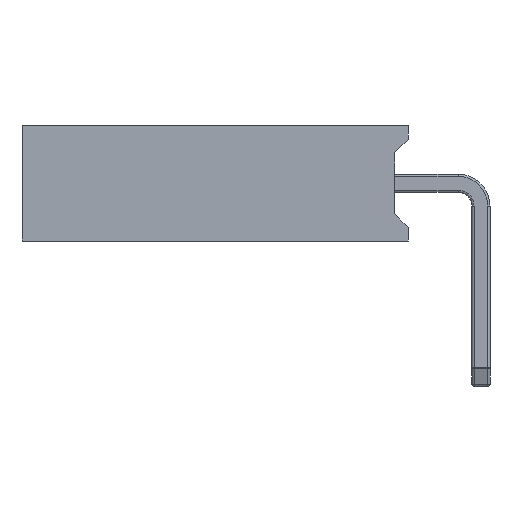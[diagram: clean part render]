
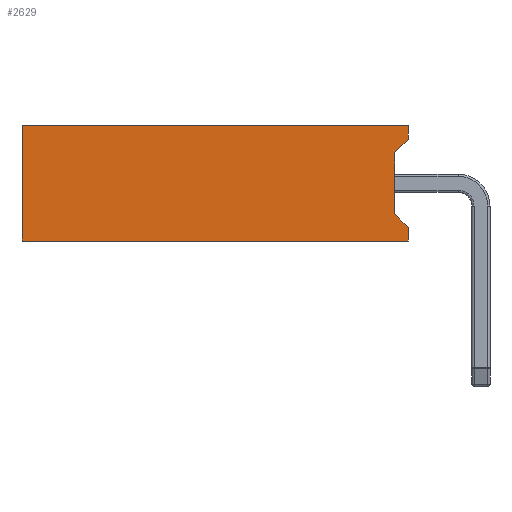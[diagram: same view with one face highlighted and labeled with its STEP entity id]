
A CAD part, left-side view. The second image highlights one B-rep face of the part: STEP entity #2629.
In plain terms, the highlighted planar face has unit normal (-1, 0, 0).
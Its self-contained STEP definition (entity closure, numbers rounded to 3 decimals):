
#122=PLANE('',#2867);
#197=FACE_OUTER_BOUND('',#360,.T.);
#360=EDGE_LOOP('',(#1729,#1730,#1731,#1732,#1733,#1734,#1735,#1736));
#527=LINE('',#4124,#725);
#531=LINE('',#4132,#729);
#537=LINE('',#4147,#735);
#548=LINE('',#4167,#746);
#549=LINE('',#4170,#747);
#552=LINE('',#4176,#750);
#553=LINE('',#4178,#751);
#554=LINE('',#4179,#752);
#725=VECTOR('',#3254,10.);
#729=VECTOR('',#3260,10.);
#735=VECTOR('',#3272,10.);
#746=VECTOR('',#3289,10.);
#747=VECTOR('',#3292,10.);
#750=VECTOR('',#3297,10.);
#751=VECTOR('',#3298,10.);
#752=VECTOR('',#3299,10.);
#1079=VERTEX_POINT('',#4122);
#1080=VERTEX_POINT('',#4123);
#1083=VERTEX_POINT('',#4131);
#1089=VERTEX_POINT('',#4146);
#1095=VERTEX_POINT('',#4165);
#1096=VERTEX_POINT('',#4169);
#1098=VERTEX_POINT('',#4175);
#1099=VERTEX_POINT('',#4177);
#1303=EDGE_CURVE('',#1079,#1080,#527,.T.);
#1307=EDGE_CURVE('',#1083,#1080,#531,.T.);
#1315=EDGE_CURVE('',#1083,#1089,#537,.T.);
#1326=EDGE_CURVE('',#1079,#1095,#548,.T.);
#1327=EDGE_CURVE('',#1096,#1089,#549,.T.);
#1330=EDGE_CURVE('',#1095,#1098,#552,.T.);
#1331=EDGE_CURVE('',#1099,#1098,#553,.T.);
#1332=EDGE_CURVE('',#1096,#1099,#554,.T.);
#1729=ORIENTED_EDGE('',*,*,#1307,.T.);
#1730=ORIENTED_EDGE('',*,*,#1303,.F.);
#1731=ORIENTED_EDGE('',*,*,#1326,.T.);
#1732=ORIENTED_EDGE('',*,*,#1330,.T.);
#1733=ORIENTED_EDGE('',*,*,#1331,.F.);
#1734=ORIENTED_EDGE('',*,*,#1332,.F.);
#1735=ORIENTED_EDGE('',*,*,#1327,.T.);
#1736=ORIENTED_EDGE('',*,*,#1315,.F.);
#2629=ADVANCED_FACE('',(#197),#122,.T.);
#2867=AXIS2_PLACEMENT_3D('',#4174,#3295,#3296);
#3254=DIRECTION('',(0.,0.707,-0.707));
#3260=DIRECTION('',(0.,0.,1.));
#3272=DIRECTION('',(0.,-0.707,-0.707));
#3289=DIRECTION('',(0.,0.,1.));
#3292=DIRECTION('',(0.,0.,1.));
#3295=DIRECTION('center_axis',(-1.,0.,0.));
#3296=DIRECTION('ref_axis',(0.,0.,
1.));
#3297=DIRECTION('',(0.,1.,0.));
#3298=DIRECTION('',(0.,0.,1.));
#3299=DIRECTION('',(0.,1.,0.));
#4122=CARTESIAN_POINT('',(-1.27,1.6,2.24));
#4123=CARTESIAN_POINT('',(-1.27,1.9,1.94));
#4124=CARTESIAN_POINT('',(-1.27,2.235,1.605));
#4131=CARTESIAN_POINT('',(-1.27,1.9,0.6));
#4132=CARTESIAN_POINT('',(-1.27,1.9,0.635));
#4146=CARTESIAN_POINT('',(-1.27,1.6,0.3));
#4147=CARTESIAN_POINT('',(-1.27,1.6,0.3));
#4165=CARTESIAN_POINT('',(-1.27,1.6,2.54));
#4167=CARTESIAN_POINT('',(-1.27,1.6,0.));
#4169=CARTESIAN_POINT('',(-1.27,1.6,0.));
#4170=CARTESIAN_POINT('',(-1.27,1.6,0.));
#4174=CARTESIAN_POINT('Origin',(-1.27,1.6,0.));
#4175=CARTESIAN_POINT('',(-1.27,10.1,2.54));
#4176=CARTESIAN_POINT('',(-1.27,1.6,2.54));
#4177=CARTESIAN_POINT('',(-1.27,10.1,0.));
#4178=CARTESIAN_POINT('',(-1.27,10.1,0.));
#4179=CARTESIAN_POINT('',(-1.27,1.6,0.));
